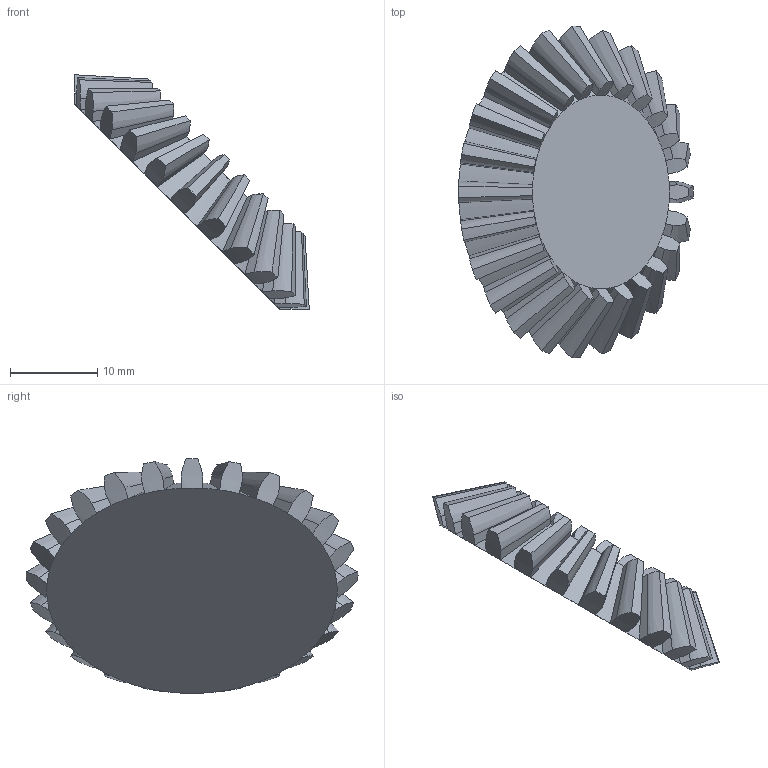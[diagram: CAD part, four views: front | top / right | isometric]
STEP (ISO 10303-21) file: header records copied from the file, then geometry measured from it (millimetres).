
FILE_DESCRIPTION(/* description */ (''),/* implementation_level */ '2;1');
FILE_NAME(/* name */ 'M15_Z24_145dg.step',/* time_stamp */ '2024-10-20T17:35:36+02:00',/* author */ (''),/* organization */ (''),/* preprocessor_version */ 'ST-DEVELOPER v20',/* originating_system */ 'Autodesk Translation Framework v13.14.0.145',/* authorisation */ '');
FILE_SCHEMA (('AUTOMOTIVE_DESIGN { 1 0 10303 214 3 1 1 }'));
Length unit declared in the file: millimetre
Products named in the file (2): (Unsaved); Component3
Assembly tree (1 placements, depth 2):
  (Unsaved)
    Component3
Bounding box: 26.96 x 38.12 x 26.96 mm (x, y, z)
Volume: 5012.1 mm3; surface area: 3279.8 mm2
Topology: 1 solids, 1 shells, 242 faces, 648 edges, 408 vertices
Faces by surface type: bspline 168, cone 72, plane 2
Entity records: 14073 total; most frequent: CARTESIAN_POINT 9537, ORIENTED_EDGE 1296, EDGE_CURVE 648, B_SPLINE_CURVE_WITH_KNOTS 552, VERTEX_POINT 408, DIRECTION 346, FACE_OUTER_BOUND 242, EDGE_LOOP 242
